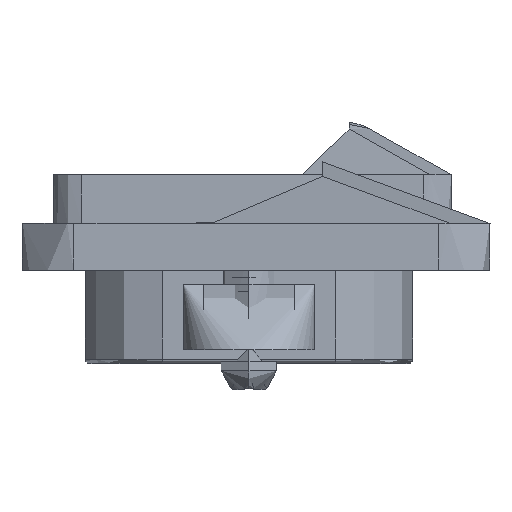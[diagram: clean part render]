
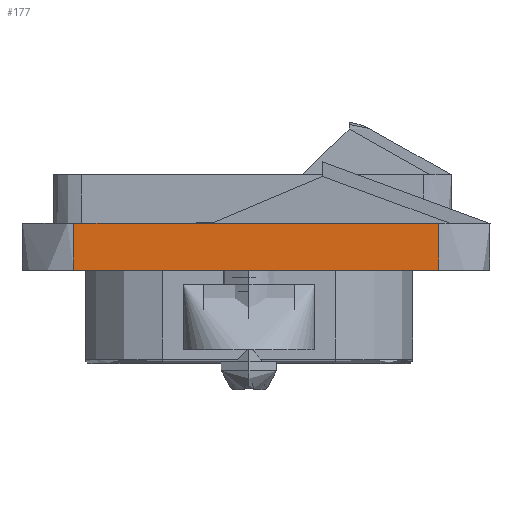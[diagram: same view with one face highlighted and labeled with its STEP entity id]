
A CAD part, left-side view. The second image highlights one B-rep face of the part: STEP entity #177.
In plain terms, the highlighted planar face has unit normal (-1, 0, 0).
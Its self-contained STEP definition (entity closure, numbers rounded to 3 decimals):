
#177=ADVANCED_FACE('',(#794),#10021,.T.);
#794=FACE_OUTER_BOUND('',#1419,.T.);
#1419=EDGE_LOOP('',(#2472,#2473,#2474,#2475,#2476,#2477));
#2472=ORIENTED_EDGE('',*,*,#5412,.T.);
#2473=ORIENTED_EDGE('',*,*,#5394,.F.);
#2474=ORIENTED_EDGE('',*,*,#5413,.T.);
#2475=ORIENTED_EDGE('',*,*,#5414,.T.);
#2476=ORIENTED_EDGE('',*,*,#5415,.T.);
#2477=ORIENTED_EDGE('',*,*,#5416,.T.);
#5394=EDGE_CURVE('',#8827,#8828,#7867,.T.);
#5412=EDGE_CURVE('',#8843,#8828,#7877,.T.);
#5413=EDGE_CURVE('',#8827,#8844,#7398,.T.);
#5414=EDGE_CURVE('',#8844,#8845,#7878,.T.);
#5415=EDGE_CURVE('',#8845,#8846,#7399,.T.);
#5416=EDGE_CURVE('',#8846,#8843,#7879,.T.);
#7398=(
BOUNDED_CURVE()
B_SPLINE_CURVE(1,(#14227,#14228),.UNSPECIFIED.,.F.,.F.)
B_SPLINE_CURVE_WITH_KNOTS((2,2),(0.,5.),.UNSPECIFIED.)
CURVE()
GEOMETRIC_REPRESENTATION_ITEM()
RATIONAL_B_SPLINE_CURVE((1.,1.))
REPRESENTATION_ITEM('')
);
#7399=(
BOUNDED_CURVE()
B_SPLINE_CURVE(1,(#14231,#14232),.UNSPECIFIED.,.F.,.F.)
B_SPLINE_CURVE_WITH_KNOTS((2,2),(0.,5.),.UNSPECIFIED.)
CURVE()
GEOMETRIC_REPRESENTATION_ITEM()
RATIONAL_B_SPLINE_CURVE((1.,1.))
REPRESENTATION_ITEM('')
);
#7867=B_SPLINE_CURVE_WITH_KNOTS('',1,(#14168,#14169),.UNSPECIFIED.,.F.,
 .F.,(2,2),(0.,2.842),.UNSPECIFIED.);
#7877=B_SPLINE_CURVE_WITH_KNOTS('',3,(#14219,#14220,#14221,#14222,#14223,
#14224,#14225,#14226),.UNSPECIFIED.,.F.,.F.,(4,2,2,4),(0.,2.97,
5.94,11.879),.UNSPECIFIED.);
#7878=B_SPLINE_CURVE_WITH_KNOTS('',1,(#14229,#14230),.UNSPECIFIED.,.F.,
 .F.,(2,2),(0.,39.),.UNSPECIFIED.);
#7879=B_SPLINE_CURVE_WITH_KNOTS('',1,(#14233,#14234),.UNSPECIFIED.,.F.,
 .F.,(2,2),(0.,24.279),.UNSPECIFIED.);
#8827=VERTEX_POINT('',#13928);
#8828=VERTEX_POINT('',#13929);
#8843=VERTEX_POINT('',#13944);
#8844=VERTEX_POINT('',#13945);
#8845=VERTEX_POINT('',#13946);
#8846=VERTEX_POINT('',#13947);
#10021=PLANE('',#10490);
#10490=AXIS2_PLACEMENT_3D('',#13633,#11392,$);
#11392=DIRECTION('',(-1.,0.,0.));
#13633=CARTESIAN_POINT('',(66.079,18.705,-0.512));
#13928=CARTESIAN_POINT('',(66.079,14.793,5.));
#13929=CARTESIAN_POINT('',(66.079,11.952,5.));
#13944=CARTESIAN_POINT('',(66.079,0.072,5.));
#13945=CARTESIAN_POINT('',(66.079,14.793,0.));
#13946=CARTESIAN_POINT('',(66.079,-24.207,0.));
#13947=CARTESIAN_POINT('',(66.079,-24.207,5.));
#14168=CARTESIAN_POINT('',(66.079,14.793,5.));
#14169=CARTESIAN_POINT('',(66.079,11.952,5.));
#14219=CARTESIAN_POINT('',(66.079,0.072,5.));
#14220=CARTESIAN_POINT('',(66.079,1.062,4.987));
#14221=CARTESIAN_POINT('',(66.079,2.052,4.982));
#14222=CARTESIAN_POINT('',(66.079,4.032,4.977));
#14223=CARTESIAN_POINT('',(66.079,5.022,4.978));
#14224=CARTESIAN_POINT('',(66.079,7.992,4.984));
#14225=CARTESIAN_POINT('',(66.079,9.972,4.993));
#14226=CARTESIAN_POINT('',(66.079,11.952,5.));
#14227=CARTESIAN_POINT('',(66.079,14.793,5.));
#14228=CARTESIAN_POINT('',(66.079,14.793,0.));
#14229=CARTESIAN_POINT('',(66.079,14.793,0.));
#14230=CARTESIAN_POINT('',(66.079,-24.207,0.));
#14231=CARTESIAN_POINT('',(66.079,-24.207,0.));
#14232=CARTESIAN_POINT('',(66.079,-24.207,5.));
#14233=CARTESIAN_POINT('',(66.079,-24.207,5.));
#14234=CARTESIAN_POINT('',(66.079,0.072,5.));
